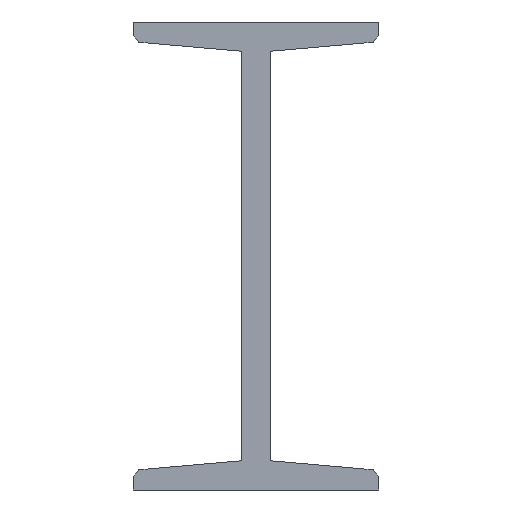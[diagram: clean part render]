
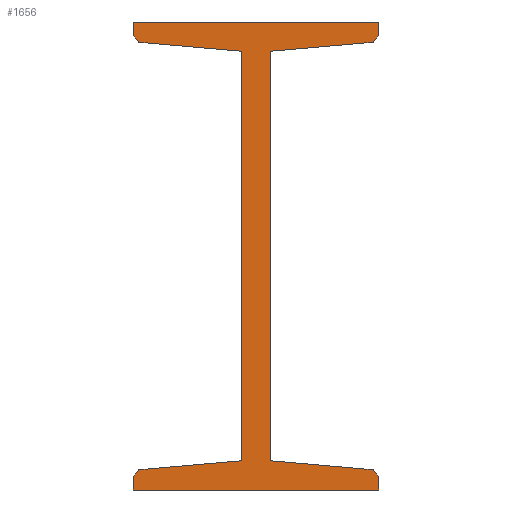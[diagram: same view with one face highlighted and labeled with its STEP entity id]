
A CAD part, front view. The second image highlights one B-rep face of the part: STEP entity #1656.
In plain terms, the highlighted planar face has unit normal (0, -1, 0).
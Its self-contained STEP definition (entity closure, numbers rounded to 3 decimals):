
#1=DIRECTION('',(0.,0.,1.));
#2=VECTOR('',#1,2.381);
#3=CARTESIAN_POINT('',(-21.,0.,-40.));
#4=LINE('',#3,#2);
#5=DIRECTION('',(0.996,0.,0.087));
#6=VECTOR('',#5,17.571);
#7=CARTESIAN_POINT('',(-20.004,0.,-36.531));
#8=LINE('',#7,#6);
#9=DIRECTION('',(0.,0.,1.));
#10=VECTOR('',#9,70.);
#11=CARTESIAN_POINT('',(-2.5,0.,-35.));
#12=LINE('',#11,#10);
#13=DIRECTION('',(-0.996,0.,0.087));
#14=VECTOR('',#13,17.571);
#15=CARTESIAN_POINT('',(-2.5,0.,35.));
#16=LINE('',#15,#14);
#17=DIRECTION('',(0.,0.,1.));
#18=VECTOR('',#17,2.381);
#19=CARTESIAN_POINT('',(-21.,0.,37.619));
#20=LINE('',#19,#18);
#21=DIRECTION('',(1.,0.,0.));
#22=VECTOR('',#21,42.);
#23=CARTESIAN_POINT('',(-21.,0.,40.));
#24=LINE('',#23,#22);
#25=DIRECTION('',(0.,0.,-1.));
#26=VECTOR('',#25,2.381);
#27=CARTESIAN_POINT('',(21.,0.,40.));
#28=LINE('',#27,#26);
#29=DIRECTION('',(-0.996,0.,-0.087));
#30=VECTOR('',#29,17.571);
#31=CARTESIAN_POINT('',(20.004,0.,36.531));
#32=LINE('',#31,#30);
#33=DIRECTION('',(0.,0.,-1.));
#34=VECTOR('',#33,70.);
#35=CARTESIAN_POINT('',(2.5,0.,35.));
#36=LINE('',#35,#34);
#37=DIRECTION('',(0.996,0.,-0.087));
#38=VECTOR('',#37,17.571);
#39=CARTESIAN_POINT('',(2.5,0.,-35.));
#40=LINE('',#39,#38);
#41=DIRECTION('',(0.,0.,-1.));
#42=VECTOR('',#41,2.381);
#43=CARTESIAN_POINT('',(21.,0.,-37.619));
#44=LINE('',#43,#42);
#45=DIRECTION('',(-1.,0.,0.));
#46=VECTOR('',#45,42.);
#47=CARTESIAN_POINT('',(21.,0.,-40.));
#48=LINE('',#47,#46);
#61=DIRECTION('',(-0.676,0.,0.737));
#62=VECTOR('',#61,1.475);
#63=CARTESIAN_POINT('',(21.,0.,-37.619));
#64=LINE('',#63,#62);
#445=DIRECTION('',(0.676,0.,0.737));
#446=VECTOR('',#445,1.475);
#447=CARTESIAN_POINT('',(20.004,0.,36.531));
#448=LINE('',#447,#446);
#469=DIRECTION('',(0.676,0.,-0.737));
#470=VECTOR('',#469,1.475);
#471=CARTESIAN_POINT('',(-21.,0.,37.619));
#472=LINE('',#471,#470);
#853=DIRECTION('',(-0.676,0.,-0.737));
#854=VECTOR('',#853,1.475);
#855=CARTESIAN_POINT('',(-20.004,0.,-36.531));
#856=LINE('',#855,#854);
#1233=CARTESIAN_POINT('',(-21.,0.,40.));
#1234=CARTESIAN_POINT('',(21.,0.,40.));
#1235=VERTEX_POINT('',#1233);
#1236=VERTEX_POINT('',#1234);
#1237=CARTESIAN_POINT('',(21.,0.,-40.));
#1238=CARTESIAN_POINT('',(-21.,0.,-40.));
#1239=VERTEX_POINT('',#1237);
#1240=VERTEX_POINT('',#1238);
#1249=CARTESIAN_POINT('',(2.5,0.,-35.));
#1251=VERTEX_POINT('',#1249);
#1253=CARTESIAN_POINT('',(-2.5,0.,-35.));
#1255=VERTEX_POINT('',#1253);
#1257=CARTESIAN_POINT('',(2.5,0.,35.));
#1259=VERTEX_POINT('',#1257);
#1261=CARTESIAN_POINT('',(-2.5,0.,35.));
#1263=VERTEX_POINT('',#1261);
#1265=CARTESIAN_POINT('',(20.004,0.,36.531));
#1267=VERTEX_POINT('',#1265);
#1269=CARTESIAN_POINT('',(21.,0.,37.619));
#1271=VERTEX_POINT('',#1269);
#1273=CARTESIAN_POINT('',(-21.,0.,37.619));
#1275=VERTEX_POINT('',#1273);
#1277=CARTESIAN_POINT('',(-20.004,0.,36.531));
#1279=VERTEX_POINT('',#1277);
#1281=CARTESIAN_POINT('',(21.,0.,-37.619));
#1283=VERTEX_POINT('',#1281);
#1285=CARTESIAN_POINT('',(20.004,0.,-36.531));
#1287=VERTEX_POINT('',#1285);
#1289=CARTESIAN_POINT('',(-20.004,0.,-36.531));
#1291=VERTEX_POINT('',#1289);
#1293=CARTESIAN_POINT('',(-21.,0.,-37.619));
#1295=VERTEX_POINT('',#1293);
#1617=CARTESIAN_POINT('',(0.,0.,0.));
#1618=DIRECTION('',(0.,1.,0.));
#1619=DIRECTION('',(1.,0.,0.));
#1620=AXIS2_PLACEMENT_3D('',#1617,#1618,#1619);
#1621=PLANE('',#1620);
#1623=ORIENTED_EDGE('',*,*,#1622,.T.);
#1625=ORIENTED_EDGE('',*,*,#1624,.F.);
#1627=ORIENTED_EDGE('',*,*,#1626,.T.);
#1629=ORIENTED_EDGE('',*,*,#1628,.T.);
#1631=ORIENTED_EDGE('',*,*,#1630,.T.);
#1633=ORIENTED_EDGE('',*,*,#1632,.F.);
#1635=ORIENTED_EDGE('',*,*,#1634,.T.);
#1637=ORIENTED_EDGE('',*,*,#1636,.T.);
#1639=ORIENTED_EDGE('',*,*,#1638,.T.);
#1641=ORIENTED_EDGE('',*,*,#1640,.F.);
#1643=ORIENTED_EDGE('',*,*,#1642,.T.);
#1645=ORIENTED_EDGE('',*,*,#1644,.T.);
#1647=ORIENTED_EDGE('',*,*,#1646,.T.);
#1649=ORIENTED_EDGE('',*,*,#1648,.F.);
#1651=ORIENTED_EDGE('',*,*,#1650,.T.);
#1653=ORIENTED_EDGE('',*,*,#1652,.T.);
#1654=EDGE_LOOP('',(#1623,#1625,#1627,#1629,#1631,#1633,#1635,#1637,#1639,#1641,
#1643,#1645,#1647,#1649,#1651,#1653));
#1655=FACE_OUTER_BOUND('',#1654,.F.);
#1656=ADVANCED_FACE('',(#1655),#1621,.F.);
#1622=EDGE_CURVE('',#1240,#1295,#4,.T.);
#1624=EDGE_CURVE('',#1291,#1295,#856,.T.);
#1626=EDGE_CURVE('',#1291,#1255,#8,.T.);
#1628=EDGE_CURVE('',#1255,#1263,#12,.T.);
#1630=EDGE_CURVE('',#1263,#1279,#16,.T.);
#1632=EDGE_CURVE('',#1275,#1279,#472,.T.);
#1634=EDGE_CURVE('',#1275,#1235,#20,.T.);
#1636=EDGE_CURVE('',#1235,#1236,#24,.T.);
#1638=EDGE_CURVE('',#1236,#1271,#28,.T.);
#1640=EDGE_CURVE('',#1267,#1271,#448,.T.);
#1642=EDGE_CURVE('',#1267,#1259,#32,.T.);
#1644=EDGE_CURVE('',#1259,#1251,#36,.T.);
#1646=EDGE_CURVE('',#1251,#1287,#40,.T.);
#1648=EDGE_CURVE('',#1283,#1287,#64,.T.);
#1650=EDGE_CURVE('',#1283,#1239,#44,.T.);
#1652=EDGE_CURVE('',#1239,#1240,#48,.T.);
